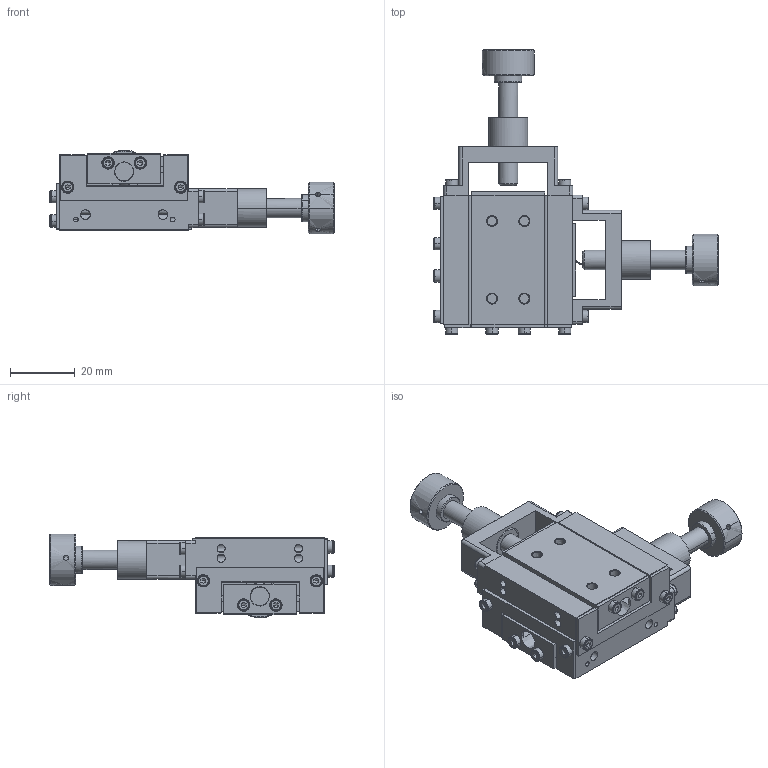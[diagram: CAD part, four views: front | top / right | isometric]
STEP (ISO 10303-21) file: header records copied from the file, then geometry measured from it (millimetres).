
FILE_DESCRIPTION(/* description */ (''),/* implementation_level */ '2;1');
FILE_NAME(/* name */ '02-2TS~1',/* time_stamp */ '2021-12-14T12:25:01+03:00',/* author */ (''),/* organization */ (''),/* preprocessor_version */ 'ST-DEVELOPER v15',/* originating_system */ '',/* authorisation */ '');
FILE_SCHEMA (('AUTOMOTIVE_DESIGN'));
Products named in the file (1): Document
Bounding box: 88 x 88 x 25.99 mm (x, y, z)
Volume: 22.2 mm3; surface area: 30103.9 mm2
Topology: 19 solids, 44 shells, 1223 faces, 3253 edges, 2028 vertices
Faces by surface type: bspline 1223
Entity records: 84272 total; most frequent: CARTESIAN_POINT 43841, B_SPLINE_CURVE_WITH_KNOTS 7774, ORIENTED_EDGE 6330, PCURVE 6330, DEFINITIONAL_REPRESENTATION 6330, SURFACE_CURVE 3217, EDGE_CURVE 3217, VERTEX_POINT 2028
